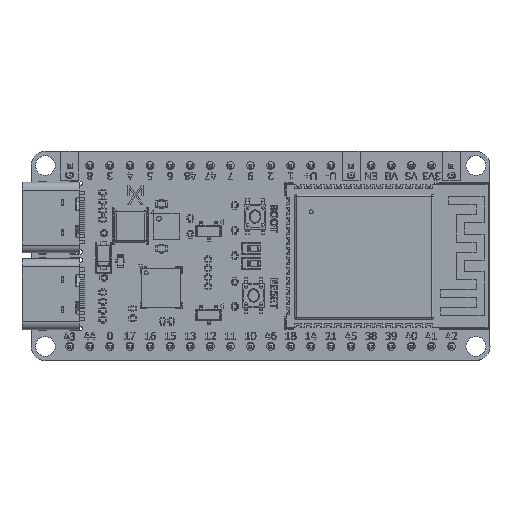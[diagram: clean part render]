
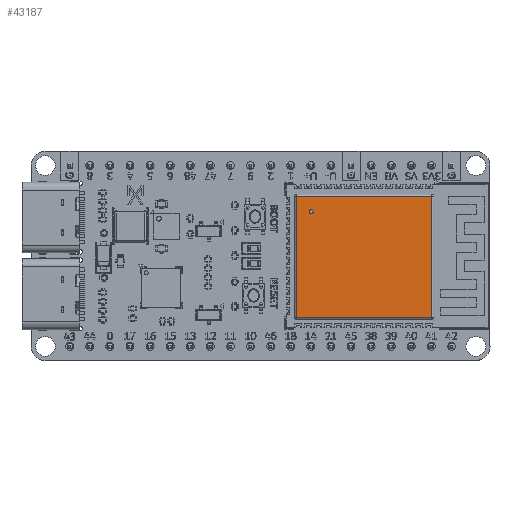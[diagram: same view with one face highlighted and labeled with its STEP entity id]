
A CAD part, top view. The second image highlights one B-rep face of the part: STEP entity #43187.
In plain terms, the highlighted planar face has unit normal (0, 0, 1).
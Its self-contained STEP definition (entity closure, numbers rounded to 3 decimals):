
#43011 = VERTEX_POINT('',#43012);
#43012 = CARTESIAN_POINT('',(-7.55,5.65,3.1));
#43019 = EDGE_CURVE('',#43011,#43020,#43022,.T.);
#43020 = VERTEX_POINT('',#43021);
#43021 = CARTESIAN_POINT('',(7.75,5.65,3.1));
#43022 = LINE('',#43023,#43024);
#43023 = CARTESIAN_POINT('',(-7.8,5.65,3.1));
#43024 = VECTOR('',#43025,1.);
#43025 = DIRECTION('',(1.,0.,0.));
#43187 = ADVANCED_FACE('',(#43188,#43213),#43224,.T.);
#43188 = FACE_BOUND('',#43189,.T.);
#43189 = EDGE_LOOP('',(#43190,#43200,#43206,#43207));
#43190 = ORIENTED_EDGE('',*,*,#43191,.F.);
#43191 = EDGE_CURVE('',#43192,#43194,#43196,.T.);
#43192 = VERTEX_POINT('',#43193);
#43193 = CARTESIAN_POINT('',(7.75,-11.45,3.1));
#43194 = VERTEX_POINT('',#43195);
#43195 = CARTESIAN_POINT('',(-7.55,-11.45,3.1));
#43196 = LINE('',#43197,#43198);
#43197 = CARTESIAN_POINT('',(8.,-11.45,3.1));
#43198 = VECTOR('',#43199,1.);
#43199 = DIRECTION('',(-1.,0.,0.));
#43200 = ORIENTED_EDGE('',*,*,#43201,.F.);
#43201 = EDGE_CURVE('',#43020,#43192,#43202,.T.);
#43202 = LINE('',#43203,#43204);
#43203 = CARTESIAN_POINT('',(7.75,5.9,3.1));
#43204 = VECTOR('',#43205,1.);
#43205 = DIRECTION('',(0.,-1.,0.));
#43206 = ORIENTED_EDGE('',*,*,#43019,.F.);
#43207 = ORIENTED_EDGE('',*,*,#43208,.F.);
#43208 = EDGE_CURVE('',#43194,#43011,#43209,.T.);
#43209 = LINE('',#43210,#43211);
#43210 = CARTESIAN_POINT('',(-7.55,-11.7,3.1));
#43211 = VECTOR('',#43212,1.);
#43212 = DIRECTION('',(0.,1.,0.));
#43213 = FACE_BOUND('',#43214,.T.);
#43214 = EDGE_LOOP('',(#43215));
#43215 = ORIENTED_EDGE('',*,*,#43216,.F.);
#43216 = EDGE_CURVE('',#43217,#43217,#43219,.T.);
#43217 = VERTEX_POINT('',#43218);
#43218 = CARTESIAN_POINT('',(-5.35,-9.6,3.1));
#43219 = CIRCLE('',#43220,0.25);
#43220 = AXIS2_PLACEMENT_3D('',#43221,#43222,#43223);
#43221 = CARTESIAN_POINT('',(-5.6,-9.6,3.1));
#43222 = DIRECTION('',(0.,0.,1.));
#43223 = DIRECTION('',(1.,0.,-0.));
#43224 = PLANE('',#43225);
#43225 = AXIS2_PLACEMENT_3D('',#43226,#43227,#43228);
#43226 = CARTESIAN_POINT('',(0.1,-2.9,3.1));
#43227 = DIRECTION('',(0.,0.,1.));
#43228 = DIRECTION('',(1.,0.,-0.));
